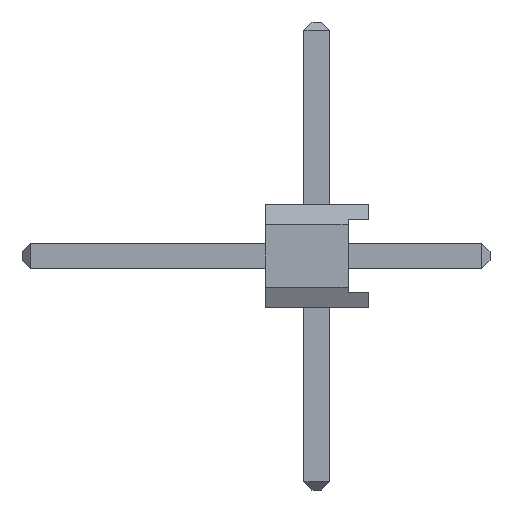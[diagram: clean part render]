
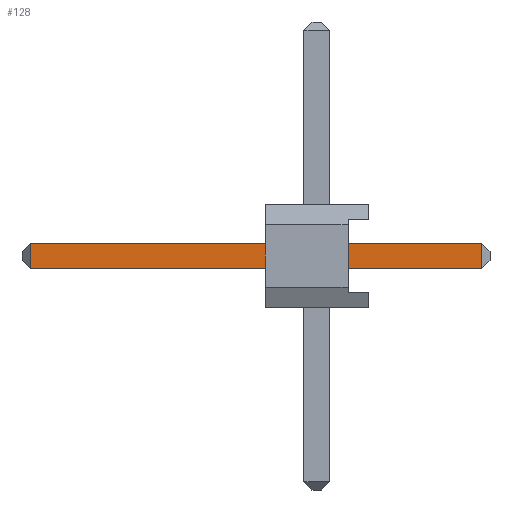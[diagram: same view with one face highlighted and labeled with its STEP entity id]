
A CAD part, left-side view. The second image highlights one B-rep face of the part: STEP entity #128.
In plain terms, the highlighted planar face has unit normal (-1, 0, 0).
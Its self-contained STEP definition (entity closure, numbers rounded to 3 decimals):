
#128 = ADVANCED_FACE( '', ( #340 ), #341, .F. );
#340 = FACE_OUTER_BOUND( '', #636, .T. );
#341 = PLANE( '', #637 );
#636 = EDGE_LOOP( '', ( #987, #988, #989, #990 ) );
#637 = AXIS2_PLACEMENT_3D( '', #991, #992, #993 );
#987 = ORIENTED_EDGE( '', *, *, #1818, .T. );
#988 = ORIENTED_EDGE( '', *, *, #1819, .T. );
#989 = ORIENTED_EDGE( '', *, *, #1820, .F. );
#990 = ORIENTED_EDGE( '', *, *, #1821, .T. );
#991 = CARTESIAN_POINT( '', ( -0.32, -0.32, 5.77 ) );
#992 = DIRECTION( '', ( 1., 0., 0. ) );
#993 = DIRECTION( '', ( 0., 0., -1. ) );
#1818 = EDGE_CURVE( '', #2210, #2211, #2212, .T. );
#1819 = EDGE_CURVE( '', #2211, #2213, #2214, .T. );
#1820 = EDGE_CURVE( '', #2215, #2213, #2216, .T. );
#1821 = EDGE_CURVE( '', #2215, #2210, #2217, .T. );
#2210 = VERTEX_POINT( '', #2762 );
#2211 = VERTEX_POINT( '', #2763 );
#2212 = LINE( '', #2764, #2765 );
#2213 = VERTEX_POINT( '', #2766 );
#2214 = LINE( '', #2767, #2768 );
#2215 = VERTEX_POINT( '', #2769 );
#2216 = LINE( '', #2770, #2771 );
#2217 = LINE( '', #2772, #2773 );
#2762 = CARTESIAN_POINT( '', ( -0.32, 0.32, 5.57 ) );
#2763 = CARTESIAN_POINT( '', ( -0.32, 0.32, -5.57 ) );
#2764 = CARTESIAN_POINT( '', ( -0.32, 0.32, 5.77 ) );
#2765 = VECTOR( '', #3374, 1000. );
#2766 = CARTESIAN_POINT( '', ( -0.32, -0.32, -5.57 ) );
#2767 = CARTESIAN_POINT( '', ( -0.32, -0.32, -5.57 ) );
#2768 = VECTOR( '', #3375, 1000. );
#2769 = CARTESIAN_POINT( '', ( -0.32, -0.32, 5.57 ) );
#2770 = CARTESIAN_POINT( '', ( -0.32, -0.32, 5.77 ) );
#2771 = VECTOR( '', #3376, 1000. );
#2772 = CARTESIAN_POINT( '', ( -0.32, -0.32, 5.57 ) );
#2773 = VECTOR( '', #3377, 1000. );
#3374 = DIRECTION( '', ( 0., 0., -1. ) );
#3375 = DIRECTION( '', ( 0., -1., 0. ) );
#3376 = DIRECTION( '', ( 0., 0., -1. ) );
#3377 = DIRECTION( '', ( 0., 1., 0. ) );
